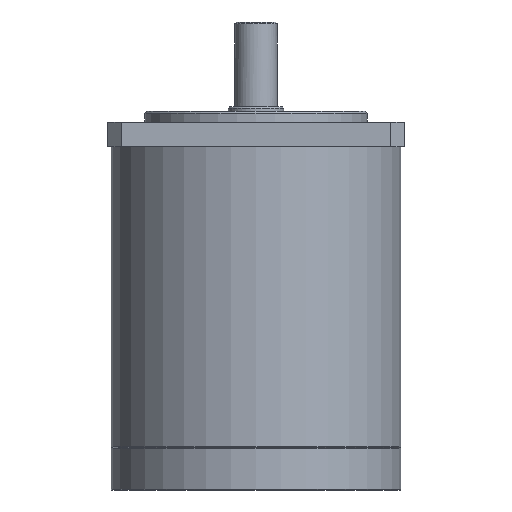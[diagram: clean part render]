
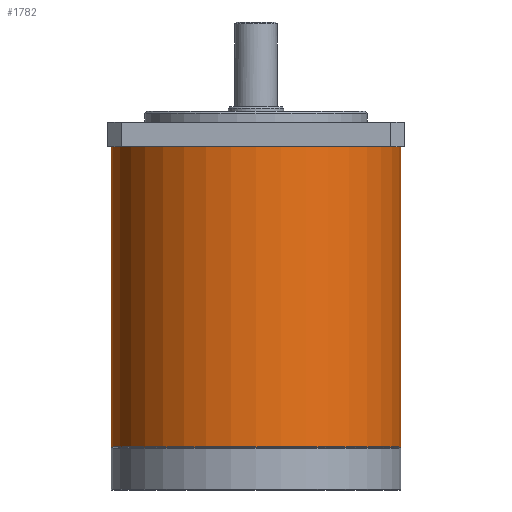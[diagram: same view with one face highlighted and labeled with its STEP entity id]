
A CAD part, front view. The second image highlights one B-rep face of the part: STEP entity #1782.
In plain terms, the highlighted cylindrical face has radius 65 mm (diameter 130 mm), a full revolution.
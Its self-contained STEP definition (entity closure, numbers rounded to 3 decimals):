
#9 = EDGE_LOOP ( 'NONE', ( #353 ) ) ;
#90 = DIRECTION ( 'NONE',  ( 0., 0., 1. ) ) ;
#353 = ORIENTED_EDGE ( 'NONE', *, *, #807, .F. ) ;
#398 = DIRECTION ( 'NONE',  ( 1., 0., 0. ) ) ;
#424 = VERTEX_POINT ( 'NONE', #992 ) ;
#706 = CIRCLE ( 'NONE', #2837, 65. ) ;
#734 = AXIS2_PLACEMENT_3D ( 'NONE', #2908, #3186, #2067 ) ;
#807 = EDGE_CURVE ( 'NONE', #1740, #1740, #1506, .T. ) ;
#992 = CARTESIAN_POINT ( 'NONE',  ( 65., 0., -145.7 ) ) ;
#1153 = CYLINDRICAL_SURFACE ( 'NONE', #2101, 65. ) ;
#1506 = CIRCLE ( 'NONE', #734, 65. ) ;
#1572 = DIRECTION ( 'NONE',  ( 1., 0., 0. ) ) ;
#1740 = VERTEX_POINT ( 'NONE', #3179 ) ;
#1782 = ADVANCED_FACE ( 'NONE', ( #3553, #2630 ), #1153, .T. ) ;
#1868 = CARTESIAN_POINT ( 'NONE',  ( 0., 0., -145.7 ) ) ;
#1941 = EDGE_LOOP ( 'NONE', ( #2827 ) ) ;
#2067 = DIRECTION ( 'NONE',  ( 1., 0., 0. ) ) ;
#2101 = AXIS2_PLACEMENT_3D ( 'NONE', #3276, #90, #398 ) ;
#2630 = FACE_OUTER_BOUND ( 'NONE', #9, .T. ) ;
#2724 = EDGE_CURVE ( 'NONE', #424, #424, #706, .T. ) ;
#2827 = ORIENTED_EDGE ( 'NONE', *, *, #2724, .T. ) ;
#2837 = AXIS2_PLACEMENT_3D ( 'NONE', #1868, #2994, #1572 ) ;
#2908 = CARTESIAN_POINT ( 'NONE',  ( 0., 0., -11. ) ) ;
#2994 = DIRECTION ( 'NONE',  ( 0., 0., 1. ) ) ;
#3179 = CARTESIAN_POINT ( 'NONE',  ( 65., 0., -11. ) ) ;
#3186 = DIRECTION ( 'NONE',  ( 0., 0., 1. ) ) ;
#3276 = CARTESIAN_POINT ( 'NONE',  ( 0., 0., -146. ) ) ;
#3553 = FACE_OUTER_BOUND ( 'NONE', #1941, .T. ) ;
